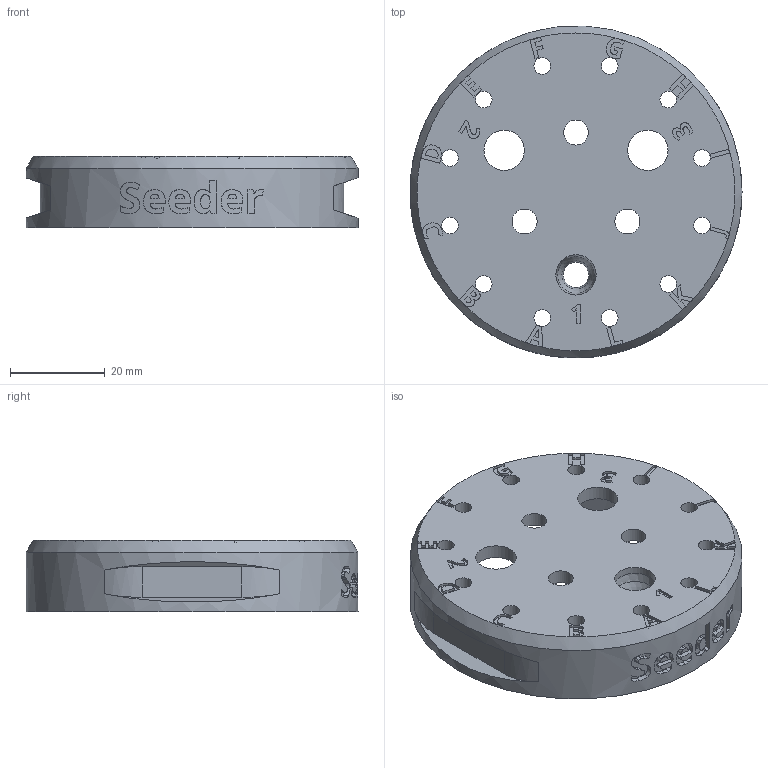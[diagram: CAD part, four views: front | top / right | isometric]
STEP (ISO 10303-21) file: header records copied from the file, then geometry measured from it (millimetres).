
FILE_DESCRIPTION( ( '' ), ' ' );
FILE_NAME( '5a200039d332ba1027f09bd3.step', '2017-11-30T12:57:30', ( '' ), ( '' ), ' ', ' ', ' ' );
FILE_SCHEMA( ( 'AUTOMOTIVE_DESIGN { 1 0 10303 214 1 1 1 1 }' ) );
Length unit declared in the file: metre
Products named in the file (1): Seeder
Bounding box: 70 x 70 x 15 mm (x, y, z)
Volume: 18237.8 mm3; surface area: 14292.8 mm2
Topology: 1 solids, 1 shells, 412 faces, 1151 edges, 771 vertices
Faces by surface type: extrusion 189, plane 177, cylinder 34, cone 6, bspline 5, torus 1
Full cylindrical faces by diameter (mm): 3.5 x12, 5.25 x3, 5.367 x1, 8.5 x3, 70 x1
Entity records: 17279 total; most frequent: CARTESIAN_POINT 4244, ORIENTED_EDGE 2204, DIRECTION 1430, EDGE_CURVE 1102, VECTOR 798, VERTEX_POINT 749, LINE 609, B_SPLINE_CURVE_WITH_KNOTS 585
